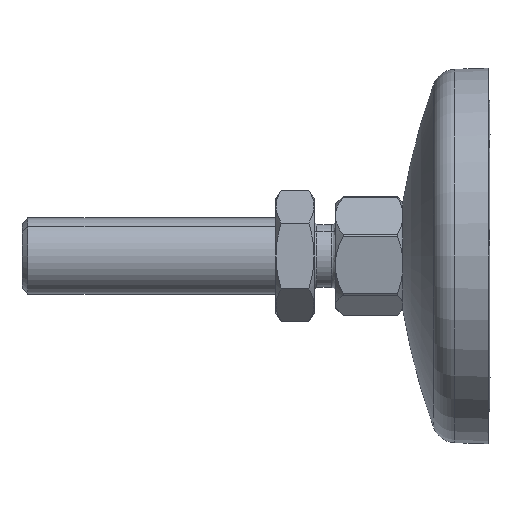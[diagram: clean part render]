
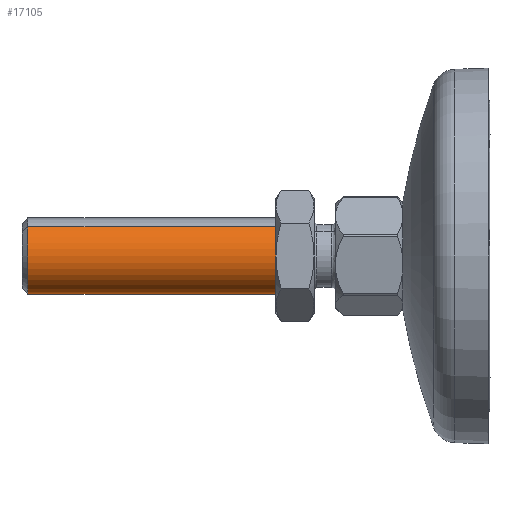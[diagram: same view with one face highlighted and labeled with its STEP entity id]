
A CAD part, left-side view. The second image highlights one B-rep face of the part: STEP entity #17105.
In plain terms, the highlighted cylindrical face has radius 8 mm (diameter 16 mm), a partial arc.
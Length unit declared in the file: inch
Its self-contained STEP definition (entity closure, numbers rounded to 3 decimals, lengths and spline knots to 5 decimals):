
#48 = CARTESIAN_POINT ( 'NONE',  ( 0.85133, 2.29392, 4.50891 ) ) ;
#588 = VECTOR ( 'NONE', #2575, 39.37008 ) ;
#1068 = AXIS2_PLACEMENT_3D ( 'NONE', #7637, #22746, #9804 ) ;
#2575 = DIRECTION ( 'NONE',  ( 0., -1., 0. ) ) ;
#2594 = LINE ( 'NONE', #24351, #24866 ) ;
#3792 = ORIENTED_EDGE ( 'NONE', *, *, #27247, .T. ) ;
#3933 = EDGE_LOOP ( 'NONE', ( #19150, #16576, #19538, #3792 ) ) ;
#3940 = CARTESIAN_POINT ( 'NONE',  ( 1.25533, 5.66119, 4.0256 ) ) ;
#4551 = EDGE_CURVE ( 'NONE', #20699, #12779, #22910, .T. ) ;
#5287 = EDGE_CURVE ( 'NONE', #22454, #18054, #2594, .T. ) ;
#5952 = CARTESIAN_POINT ( 'NONE',  ( 0.85133, 3.32458, 4.50891 ) ) ;
#7274 = CIRCLE ( 'NONE', #16748, 0.31496 ) ;
#7354 = CYLINDRICAL_SURFACE ( 'NONE', #19265, 0.31496 ) ;
#7637 = CARTESIAN_POINT ( 'NONE',  ( 1.05333, 5.66119, 4.26725 ) ) ;
#7810 = CIRCLE ( 'NONE', #1068, 0.31496 ) ;
#9804 = DIRECTION ( 'NONE',  ( 0.641, 0., -0.767 ) ) ;
#12513 = CARTESIAN_POINT ( 'NONE',  ( 1.05333, 3.32458, 4.26725 ) ) ;
#12779 = VERTEX_POINT ( 'NONE', #5952 ) ;
#14665 = DIRECTION ( 'NONE',  ( 0.641, 0., -0.767 ) ) ;
#15771 = DIRECTION ( 'NONE',  ( 0., -1., 0. ) ) ;
#16576 = ORIENTED_EDGE ( 'NONE', *, *, #21610, .T. ) ;
#16748 = AXIS2_PLACEMENT_3D ( 'NONE', #12513, #27581, #14665 ) ;
#17105 = ADVANCED_FACE ( 'NONE', ( #18839 ), #7354, .T. ) ;
#18054 = VERTEX_POINT ( 'NONE', #19575 ) ;
#18839 = FACE_OUTER_BOUND ( 'NONE', #3933, .T. ) ;
#19150 = ORIENTED_EDGE ( 'NONE', *, *, #4551, .F. ) ;
#19265 = AXIS2_PLACEMENT_3D ( 'NONE', #27553, #25562, #21089 ) ;
#19538 = ORIENTED_EDGE ( 'NONE', *, *, #5287, .T. ) ;
#19575 = CARTESIAN_POINT ( 'NONE',  ( 1.25533, 3.32458, 4.0256 ) ) ;
#20699 = VERTEX_POINT ( 'NONE', #21492 ) ;
#21089 = DIRECTION ( 'NONE',  ( 0.641, 0., -0.767 ) ) ;
#21492 = CARTESIAN_POINT ( 'NONE',  ( 0.85133, 5.66119, 4.50891 ) ) ;
#21610 = EDGE_CURVE ( 'NONE', #20699, #22454, #7810, .T. ) ;
#22454 = VERTEX_POINT ( 'NONE', #3940 ) ;
#22746 = DIRECTION ( 'NONE',  ( 0., -1., 0. ) ) ;
#22910 = LINE ( 'NONE', #48, #588 ) ;
#24351 = CARTESIAN_POINT ( 'NONE',  ( 1.25533, 2.29392, 4.0256 ) ) ;
#24866 = VECTOR ( 'NONE', #15771, 39.37008 ) ;
#25562 = DIRECTION ( 'NONE',  ( 0., -1., 0. ) ) ;
#27247 = EDGE_CURVE ( 'NONE', #18054, #12779, #7274, .T. ) ;
#27553 = CARTESIAN_POINT ( 'NONE',  ( 1.05333, 2.29392, 4.26725 ) ) ;
#27581 = DIRECTION ( 'NONE',  ( 0., 1., 0. ) ) ;
